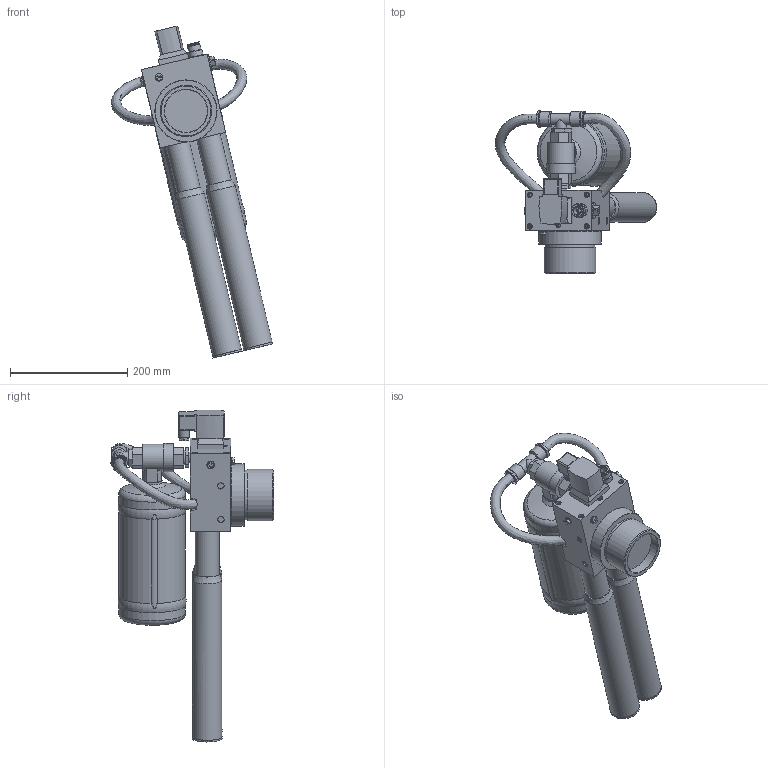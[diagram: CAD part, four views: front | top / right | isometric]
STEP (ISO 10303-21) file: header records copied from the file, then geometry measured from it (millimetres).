
FILE_DESCRIPTION(/* description */ (''),/* implementation_level */ '2;1');
FILE_NAME(/* name */ 'evkac2802vsx.stp',/* time_stamp */ '2021-09-09T17:25:01+02:00',/* author */ ('enginyeria'),/* organization */ (''),/* preprocessor_version */ 'ST-DEVELOPER v17.2',/* originating_system */ 'Autodesk Inventor 2019',/* authorisation */ '');
FILE_SCHEMA (('CONFIG_CONTROL_DESIGN'));
Products named in the file (3): ensa; 3D_pcevkac2r2; Pieza117
Assembly tree (2 placements, depth 2):
  ensa
    3D_pcevkac2r2
    Pieza117
Bounding box: 275.43 x 278.45 x 565.51 mm (x, y, z)
Volume: 4975632.5 mm3; surface area: 531249.9 mm2
Topology: 4 solids, 15 shells, 542 faces, 1342 edges, 899 vertices
Faces by surface type: plane 281, cylinder 138, bspline 64, cone 48, torus 9, sphere 2
Full cylindrical faces by diameter (mm): 3.242 x4, 5.5 x5, 7 x3, 8.9 x2, 9 x5, 10 x2, 10.2 x1, 10.8 x4, 11 x2, 11.5 x2, 13 x3, 14 x1, 14.6 x1, 14.95 x1, 15 x2, 15.6 x1, 16.5 x1, 17 x1, 18 x1, 18.5 x1, 18.631 x3, 18.8 x1, 18.9 x1, 19.5 x1, 20.7 x2, 20.8 x1, 21.7 x1, 24 x1, 24.117 x3, 24.6 x1
Entity records: 66406 total; most frequent: CARTESIAN_POINT 53461, ORIENTED_EDGE 2676, DIRECTION 2646, EDGE_CURVE 1338, AXIS2_PLACEMENT_3D 1035, VERTEX_POINT 897, EDGE_LOOP 629, LINE 576
